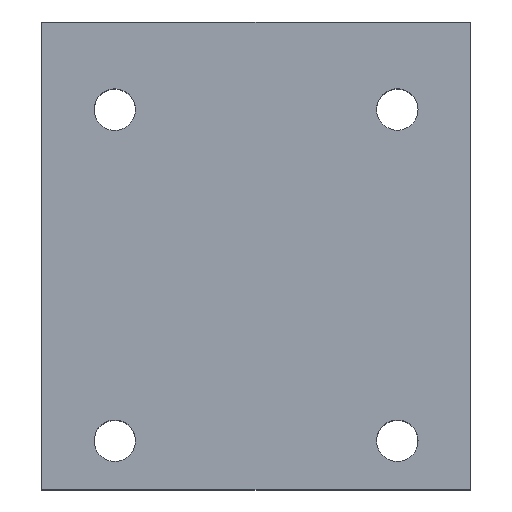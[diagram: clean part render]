
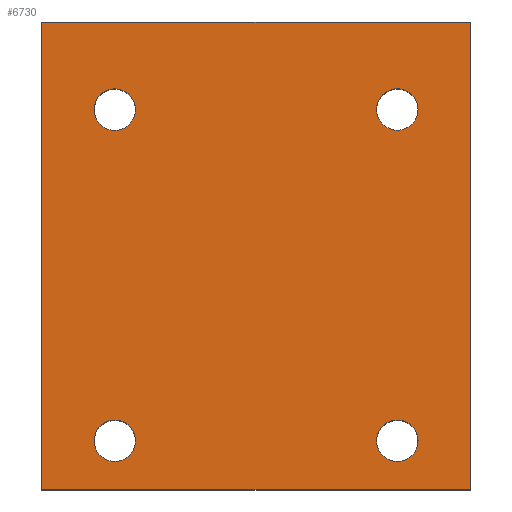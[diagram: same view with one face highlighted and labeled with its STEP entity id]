
A CAD part, top view. The second image highlights one B-rep face of the part: STEP entity #6730.
In plain terms, the highlighted planar face has unit normal (0, 0, 1).
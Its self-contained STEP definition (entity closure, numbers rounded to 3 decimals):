
#65=CIRCLE('',#7020,3.378);
#68=CIRCLE('',#7024,3.378);
#71=CIRCLE('',#7028,3.378);
#74=CIRCLE('',#7032,3.378);
#112=FACE_BOUND('',#1057,.T.);
#113=FACE_BOUND('',#1058,.T.);
#114=FACE_BOUND('',#1059,.T.);
#115=FACE_BOUND('',#1060,.T.);
#350=PLANE('',#7037);
#687=FACE_OUTER_BOUND('',#1056,.T.);
#1056=EDGE_LOOP('',(#5975,#5976,#5977,#5978));
#1057=EDGE_LOOP('',(#5979));
#1058=EDGE_LOOP('',(#5980));
#1059=EDGE_LOOP('',(#5981));
#1060=EDGE_LOOP('',(#5982));
#1354=LINE('',#10306,#2043);
#1754=LINE('',#11364,#2443);
#1757=LINE('',#11368,#2446);
#1759=LINE('',#11372,#2448);
#2043=VECTOR('',#7476,10.);
#2443=VECTOR('',#8300,10.);
#2446=VECTOR('',#8305,10.);
#2448=VECTOR('',#8311,10.);
#2931=VERTEX_POINT('',#10303);
#2932=VERTEX_POINT('',#10305);
#3237=VERTEX_POINT('',#11330);
#3240=VERTEX_POINT('',#11338);
#3243=VERTEX_POINT('',#11346);
#3246=VERTEX_POINT('',#11354);
#3249=VERTEX_POINT('',#11361);
#3250=VERTEX_POINT('',#11363);
#3700=EDGE_CURVE('',#2932,#2931,#1354,.T.);
#4148=EDGE_CURVE('',#3237,#3237,#65,.T.);
#4152=EDGE_CURVE('',#3240,#3240,#68,.T.);
#4156=EDGE_CURVE('',#3243,#3243,#71,.T.);
#4160=EDGE_CURVE('',#3246,#3246,#74,.T.);
#4163=EDGE_CURVE('',#3250,#3249,#1754,.T.);
#4166=EDGE_CURVE('',#2931,#3250,#1757,.T.);
#4168=EDGE_CURVE('',#3249,#2932,#1759,.T.);
#5975=ORIENTED_EDGE('',*,*,#4168,.T.);
#5976=ORIENTED_EDGE('',*,*,#3700,.T.);
#5977=ORIENTED_EDGE('',*,*,#4166,.T.);
#5978=ORIENTED_EDGE('',*,*,#4163,.T.);
#5979=ORIENTED_EDGE('',*,*,#4148,.T.);
#5980=ORIENTED_EDGE('',*,*,#4152,.T.);
#5981=ORIENTED_EDGE('',*,*,#4156,.T.);
#5982=ORIENTED_EDGE('',*,*,#4160,.T.);
#6730=ADVANCED_FACE('',(#687,#112,#113,#114,#115),#350,.T.);
#7020=AXIS2_PLACEMENT_3D('',#11332,#8267,#8268);
#7024=AXIS2_PLACEMENT_3D('',#11340,#8276,#8277);
#7028=AXIS2_PLACEMENT_3D('',#11348,#8285,#8286);
#7032=AXIS2_PLACEMENT_3D('',#11356,#8294,#8295);
#7037=AXIS2_PLACEMENT_3D('',#11373,#8312,#8313);
#7476=DIRECTION('',(0.,1.,0.));
#8267=DIRECTION('center_axis',(0.,0.,-1.));
#8268=DIRECTION('ref_axis',(1.,0.,0.));
#8276=DIRECTION('center_axis',(0.,0.,-1.));
#8277=DIRECTION('ref_axis',(1.,0.,0.));
#8285=DIRECTION('center_axis',(0.,0.,-1.));
#8286=DIRECTION('ref_axis',(1.,0.,0.));
#8294=DIRECTION('center_axis',(0.,0.,-1.));
#8295=DIRECTION('ref_axis',(1.,0.,0.));
#8300=DIRECTION('',(0.,-1.,0.));
#8305=DIRECTION('',(-1.,0.,0.));
#8311=DIRECTION('',(1.,0.,0.));
#8312=DIRECTION('center_axis',(0.,0.,1.));
#8313=DIRECTION('ref_axis',(1.,0.,0.));
#10303=CARTESIAN_POINT('',(69.85,76.2,41.275));
#10305=CARTESIAN_POINT('',(69.85,0.,41.275));
#10306=CARTESIAN_POINT('',(69.85,0.,41.275));
#11330=CARTESIAN_POINT('',(54.585,7.95,41.275));
#11332=CARTESIAN_POINT('Origin',(57.963,7.95,41.275));
#11338=CARTESIAN_POINT('',(8.534,61.925,41.275));
#11340=CARTESIAN_POINT('Origin',(11.913,61.925,41.275));
#11346=CARTESIAN_POINT('',(54.585,61.938,41.275));
#11348=CARTESIAN_POINT('Origin',(57.963,61.938,41.275));
#11354=CARTESIAN_POINT('',(8.547,7.95,41.275));
#11356=CARTESIAN_POINT('Origin',(11.925,7.95,41.275));
#11361=CARTESIAN_POINT('',(0.,0.,41.275));
#11363=CARTESIAN_POINT('',(0.,76.2,41.275));
#11364=CARTESIAN_POINT('',(0.,76.2,41.275));
#11368=CARTESIAN_POINT('',(69.85,76.2,41.275));
#11372=CARTESIAN_POINT('',(0.,0.,41.275));
#11373=CARTESIAN_POINT('Origin',(34.925,38.1,41.275));
